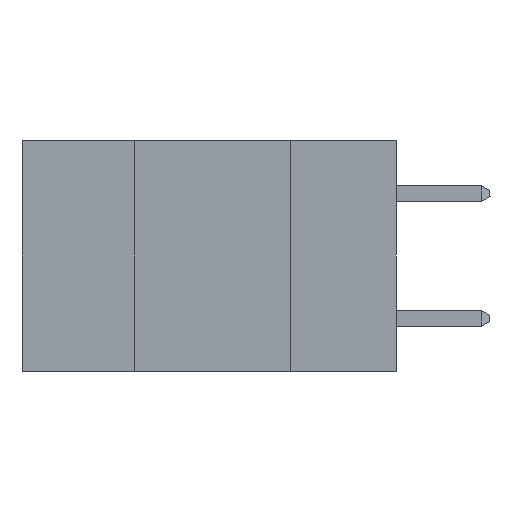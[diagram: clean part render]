
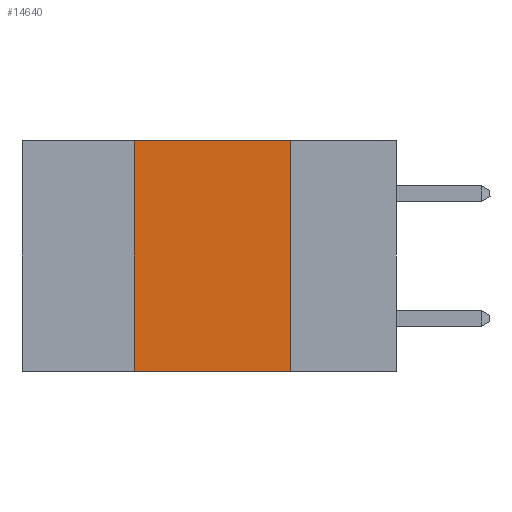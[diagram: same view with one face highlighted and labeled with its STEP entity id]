
A CAD part, left-side view. The second image highlights one B-rep face of the part: STEP entity #14640.
In plain terms, the highlighted planar face has unit normal (-1, 0, 0).
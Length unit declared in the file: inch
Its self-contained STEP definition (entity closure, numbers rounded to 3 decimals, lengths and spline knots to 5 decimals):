
#820 = VERTEX_POINT ( 'NONE', #18475 ) ;
#947 = LINE ( 'NONE', #13052, #15650 ) ;
#1601 = EDGE_CURVE ( 'NONE', #13216, #820, #1854, .T. ) ;
#1854 = LINE ( 'NONE', #19309, #7453 ) ;
#2583 = ORIENTED_EDGE ( 'NONE', *, *, #22926, .T. ) ;
#3718 = CARTESIAN_POINT ( 'NONE',  ( 0., 0.17, 0. ) ) ;
#3846 = CARTESIAN_POINT ( 'NONE',  ( 0., 0.6, 0. ) ) ;
#5291 = LINE ( 'NONE', #19296, #9528 ) ;
#5693 = PLANE ( 'NONE',  #13971 ) ;
#5983 = FACE_OUTER_BOUND ( 'NONE', #14125, .T. ) ;
#6954 = VECTOR ( 'NONE', #19542, 39.37008 ) ;
#7453 = VECTOR ( 'NONE', #8518, 39.37008 ) ;
#7525 = DIRECTION ( 'NONE',  ( 0., 0., -1. ) ) ;
#7554 = VERTEX_POINT ( 'NONE', #16554 ) ;
#7585 = DIRECTION ( 'NONE',  ( 0., -1., 0. ) ) ;
#7600 = EDGE_CURVE ( 'NONE', #7554, #13216, #947, .T. ) ;
#8518 = DIRECTION ( 'NONE',  ( 0., 0., -1. ) ) ;
#9528 = VECTOR ( 'NONE', #21104, 39.37008 ) ;
#12265 = LINE ( 'NONE', #17722, #6954 ) ;
#13052 = CARTESIAN_POINT ( 'NONE',  ( 0., 0.6, 0. ) ) ;
#13216 = VERTEX_POINT ( 'NONE', #3718 ) ;
#13971 = AXIS2_PLACEMENT_3D ( 'NONE', #3846, #18317, #7525 ) ;
#14125 = EDGE_LOOP ( 'NONE', ( #19080, #18202, #16104, #2583 ) ) ;
#14640 = ADVANCED_FACE ( 'NONE', ( #5983 ), #5693, .F. ) ;
#15650 = VECTOR ( 'NONE', #7585, 39.37008 ) ;
#16104 = ORIENTED_EDGE ( 'NONE', *, *, #21287, .F. ) ;
#16554 = CARTESIAN_POINT ( 'NONE',  ( 0., 0.42, 0. ) ) ;
#17722 = CARTESIAN_POINT ( 'NONE',  ( 0., 0.6, -0.37 ) ) ;
#18202 = ORIENTED_EDGE ( 'NONE', *, *, #7600, .F. ) ;
#18317 = DIRECTION ( 'NONE',  ( 1., 0., 0. ) ) ;
#18475 = CARTESIAN_POINT ( 'NONE',  ( 0., 0.17, -0.37 ) ) ;
#18927 = CARTESIAN_POINT ( 'NONE',  ( 0., 0.42, -0.37 ) ) ;
#19080 = ORIENTED_EDGE ( 'NONE', *, *, #1601, .F. ) ;
#19280 = VERTEX_POINT ( 'NONE', #18927 ) ;
#19296 = CARTESIAN_POINT ( 'NONE',  ( 0., 0.42, -0.37 ) ) ;
#19309 = CARTESIAN_POINT ( 'NONE',  ( 0., 0.17, -0.37 ) ) ;
#19542 = DIRECTION ( 'NONE',  ( 0., -1., 0. ) ) ;
#21104 = DIRECTION ( 'NONE',  ( 0., 0., 1. ) ) ;
#21287 = EDGE_CURVE ( 'NONE', #19280, #7554, #5291, .T. ) ;
#22926 = EDGE_CURVE ( 'NONE', #19280, #820, #12265, .T. ) ;
